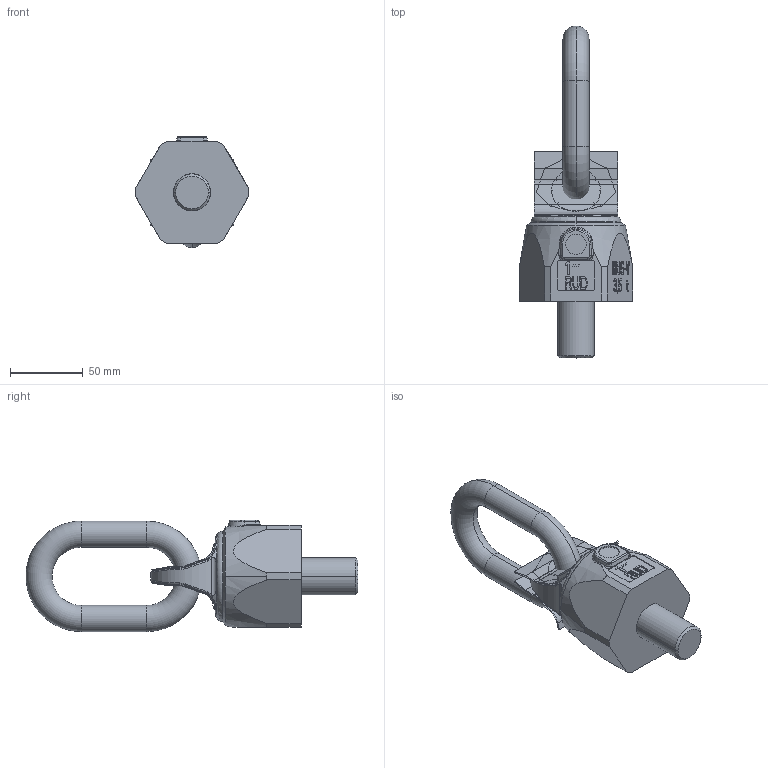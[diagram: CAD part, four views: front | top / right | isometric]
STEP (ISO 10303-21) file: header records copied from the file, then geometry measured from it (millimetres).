
FILE_DESCRIPTION((''),'2;1');
FILE_NAME('001-M31712-P-7_ASM','2005-01-11T',('jakubetz'),(''),'PRO/ENGINEER BY PARAMETRIC TECHNOLOGY CORPORATION, 2001400','PRO/ENGINEER BY PARAMETRIC TECHNOLOGY CORPORATION, 2001400','');
FILE_SCHEMA(('CONFIG_CONTROL_DESIGN'));
Length unit declared in the file: millimetre
Products named in the file (5): 001-M31712-P-7; 001-M31712-P-8; 001-M31712-P-2; 001-M31712-P-3; 001-M31712-P-7_ASM
Assembly tree (4 placements, depth 2):
  001-M31712-P-7_ASM
    001-M31712-P-7
    001-M31712-P-8
    001-M31712-P-2
    001-M31712-P-3
Bounding box: 78 x 228.39 x 76.5 mm (x, y, z)
Volume: 333982.1 mm3; surface area: 78737.5 mm2
Topology: 4 solids, 8 shells, 660 faces, 1759 edges, 1130 vertices
Faces by surface type: plane 465, cylinder 92, bspline 64, torus 22, cone 17
Entity records: 22957 total; most frequent: CARTESIAN_POINT 6958, ORIENTED_EDGE 3462, DIRECTION 2984, EDGE_CURVE 1759, VECTOR 1310, LINE 1310, VERTEX_POINT 1130, AXIS2_PLACEMENT_3D 837
